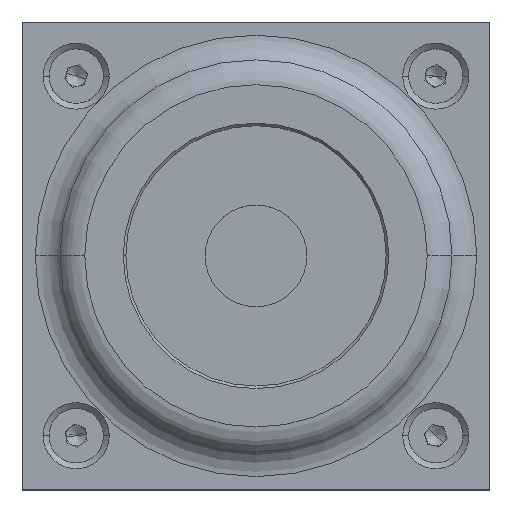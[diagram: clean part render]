
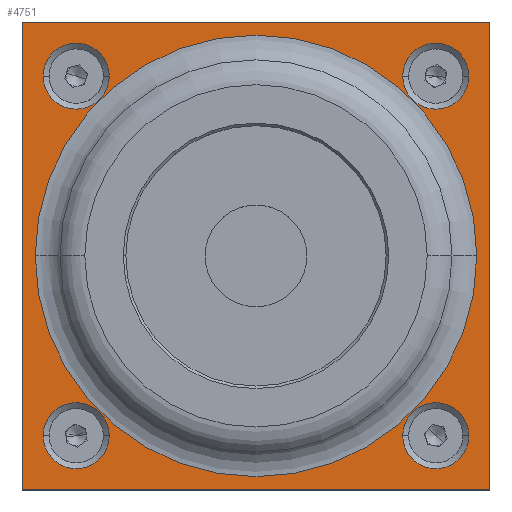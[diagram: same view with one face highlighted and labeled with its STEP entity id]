
A CAD part, top view. The second image highlights one B-rep face of the part: STEP entity #4751.
In plain terms, the highlighted planar face has unit normal (0, 0, 1).
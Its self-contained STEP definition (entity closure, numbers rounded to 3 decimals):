
#10 = LINE ( 'NONE', #406, #6826 ) ;
#45 = EDGE_CURVE ( 'NONE', #7006, #2897, #7240, .T. ) ;
#252 = CARTESIAN_POINT ( 'NONE',  ( -11.484, -17.46, 3.1 ) ) ;
#394 = DIRECTION ( 'NONE',  ( 0., 0., 1. ) ) ;
#406 = CARTESIAN_POINT ( 'NONE',  ( -13.557, 23.218, 3.1 ) ) ;
#502 = DIRECTION ( 'NONE',  ( 0., -1., 0. ) ) ;
#525 = ORIENTED_EDGE ( 'NONE', *, *, #1927, .F. ) ;
#593 = ORIENTED_EDGE ( 'NONE', *, *, #2306, .F. ) ;
#618 = CARTESIAN_POINT ( 'NONE',  ( -8.234, -17.46, 3.1 ) ) ;
#652 = DIRECTION ( 'NONE',  ( 1., 0., 0. ) ) ;
#665 = FACE_BOUND ( 'NONE', #4391, .T. ) ;
#710 = ORIENTED_EDGE ( 'NONE', *, *, #2408, .T. ) ;
#733 = AXIS2_PLACEMENT_3D ( 'NONE', #4666, #1139, #5990 ) ;
#751 = DIRECTION ( 'NONE',  ( 0., 0., 1. ) ) ;
#925 = VECTOR ( 'NONE', #3113, 1000. ) ;
#1080 = DIRECTION ( 'NONE',  ( 1., 0., 0. ) ) ;
#1139 = DIRECTION ( 'NONE',  ( 0., 0., -1. ) ) ;
#1213 = DIRECTION ( 'NONE',  ( 0., 0., 1. ) ) ;
#1284 = CIRCLE ( 'NONE', #4845, 3.25 ) ;
#1298 = CARTESIAN_POINT ( 'NONE',  ( 9.443, 0.218, 3.1 ) ) ;
#1319 = EDGE_CURVE ( 'NONE', #4350, #1801, #6594, .T. ) ;
#1341 = CARTESIAN_POINT ( 'NONE',  ( -13.557, 23.218, 3.1 ) ) ;
#1499 = CARTESIAN_POINT ( 'NONE',  ( 9.443, 0.218, 3.1 ) ) ;
#1538 = ORIENTED_EDGE ( 'NONE', *, *, #7523, .T. ) ;
#1575 = AXIS2_PLACEMENT_3D ( 'NONE', #2146, #394, #2173 ) ;
#1583 = CARTESIAN_POINT ( 'NONE',  ( -4.984, 17.895, 3.1 ) ) ;
#1655 = EDGE_CURVE ( 'NONE', #3015, #7149, #7306, .T. ) ;
#1669 = DIRECTION ( 'NONE',  ( 1., 0., 0. ) ) ;
#1678 = CARTESIAN_POINT ( 'NONE',  ( 32.443, 23.218, 3.1 ) ) ;
#1801 = VERTEX_POINT ( 'NONE', #3432 ) ;
#1839 = CIRCLE ( 'NONE', #6218, 3.25 ) ;
#1851 = CARTESIAN_POINT ( 'NONE',  ( -8.234, 17.895, 3.1 ) ) ;
#1927 = EDGE_CURVE ( 'NONE', #1801, #4236, #2941, .T. ) ;
#1957 = EDGE_CURVE ( 'NONE', #2897, #7006, #1839, .T. ) ;
#1988 = ORIENTED_EDGE ( 'NONE', *, *, #1957, .F. ) ;
#1996 = EDGE_CURVE ( 'NONE', #5028, #4674, #2285, .T. ) ;
#2075 = DIRECTION ( 'NONE',  ( 0., 0., 1. ) ) ;
#2097 = CARTESIAN_POINT ( 'NONE',  ( -11.484, 17.895, 3.1 ) ) ;
#2100 = CIRCLE ( 'NONE', #4738, 3.25 ) ;
#2146 = CARTESIAN_POINT ( 'NONE',  ( 27.121, 17.895, 3.1 ) ) ;
#2167 = DIRECTION ( 'NONE',  ( 1., 0., 0. ) ) ;
#2173 = DIRECTION ( 'NONE',  ( 1., 0., 0. ) ) ;
#2196 = AXIS2_PLACEMENT_3D ( 'NONE', #1851, #2873, #1669 ) ;
#2274 = CIRCLE ( 'NONE', #733, 21.708 ) ;
#2285 = CIRCLE ( 'NONE', #6844, 3.25 ) ;
#2306 = EDGE_CURVE ( 'NONE', #7149, #3015, #1284, .T. ) ;
#2399 = CARTESIAN_POINT ( 'NONE',  ( 27.121, 17.895, 3.1 ) ) ;
#2408 = EDGE_CURVE ( 'NONE', #6377, #4502, #4889, .T. ) ;
#2435 = EDGE_CURVE ( 'NONE', #5176, #6558, #2100, .T. ) ;
#2441 = ORIENTED_EDGE ( 'NONE', *, *, #1655, .F. ) ;
#2693 = VERTEX_POINT ( 'NONE', #3116 ) ;
#2705 = DIRECTION ( 'NONE',  ( 1., 0., 0. ) ) ;
#2732 = CARTESIAN_POINT ( 'NONE',  ( 27.121, -17.46, 3.1 ) ) ;
#2765 = FACE_BOUND ( 'NONE', #3854, .T. ) ;
#2781 = DIRECTION ( 'NONE',  ( 0., 0., 1. ) ) ;
#2873 = DIRECTION ( 'NONE',  ( 0., 0., 1. ) ) ;
#2897 = VERTEX_POINT ( 'NONE', #3823 ) ;
#2905 = CARTESIAN_POINT ( 'NONE',  ( 31.151, 0.218, 3.1 ) ) ;
#2941 = LINE ( 'NONE', #3621, #6030 ) ;
#2950 = DIRECTION ( 'NONE',  ( 0., 0., 1. ) ) ;
#3015 = VERTEX_POINT ( 'NONE', #7050 ) ;
#3113 = DIRECTION ( 'NONE',  ( 0., 1., 0. ) ) ;
#3116 = CARTESIAN_POINT ( 'NONE',  ( -13.557, 23.218, 3.1 ) ) ;
#3292 = CIRCLE ( 'NONE', #1575, 3.25 ) ;
#3432 = CARTESIAN_POINT ( 'NONE',  ( 32.443, -22.782, 3.1 ) ) ;
#3438 = ORIENTED_EDGE ( 'NONE', *, *, #5295, .F. ) ;
#3490 = LINE ( 'NONE', #1341, #925 ) ;
#3621 = CARTESIAN_POINT ( 'NONE',  ( -13.557, -22.782, 3.1 ) ) ;
#3657 = DIRECTION ( 'NONE',  ( 0., 0., 1. ) ) ;
#3745 = CARTESIAN_POINT ( 'NONE',  ( -13.557, -22.782, 3.1 ) ) ;
#3821 = AXIS2_PLACEMENT_3D ( 'NONE', #2732, #2781, #2167 ) ;
#3823 = CARTESIAN_POINT ( 'NONE',  ( -4.984, -17.46, 3.1 ) ) ;
#3854 = EDGE_LOOP ( 'NONE', ( #1988, #7335 ) ) ;
#3962 = ORIENTED_EDGE ( 'NONE', *, *, #5773, .F. ) ;
#4010 = CARTESIAN_POINT ( 'NONE',  ( -12.265, 0.218, 3.1 ) ) ;
#4097 = FACE_OUTER_BOUND ( 'NONE', #4764, .T. ) ;
#4152 = CIRCLE ( 'NONE', #2196, 3.25 ) ;
#4168 = DIRECTION ( 'NONE',  ( -1., 0., 0. ) ) ;
#4236 = VERTEX_POINT ( 'NONE', #3745 ) ;
#4350 = VERTEX_POINT ( 'NONE', #5710 ) ;
#4364 = FACE_BOUND ( 'NONE', #5132, .T. ) ;
#4381 = ORIENTED_EDGE ( 'NONE', *, *, #1319, .F. ) ;
#4391 = EDGE_LOOP ( 'NONE', ( #6995, #7438 ) ) ;
#4502 = VERTEX_POINT ( 'NONE', #4010 ) ;
#4596 = EDGE_LOOP ( 'NONE', ( #593, #2441 ) ) ;
#4666 = CARTESIAN_POINT ( 'NONE',  ( 9.443, 0.218, 3.1 ) ) ;
#4674 = VERTEX_POINT ( 'NONE', #5290 ) ;
#4738 = AXIS2_PLACEMENT_3D ( 'NONE', #7382, #2075, #7430 ) ;
#4744 = DIRECTION ( 'NONE',  ( 1., 0., 0. ) ) ;
#4751 = ADVANCED_FACE ( 'NONE', ( #4364, #7131, #665, #6136, #2765, #4097 ), #7206, .T. ) ;
#4764 = EDGE_LOOP ( 'NONE', ( #525, #4381, #3962, #3438 ) ) ;
#4845 = AXIS2_PLACEMENT_3D ( 'NONE', #6742, #751, #5556 ) ;
#4889 = CIRCLE ( 'NONE', #7616, 21.708 ) ;
#5028 = VERTEX_POINT ( 'NONE', #6053 ) ;
#5132 = EDGE_LOOP ( 'NONE', ( #710, #1538 ) ) ;
#5176 = VERTEX_POINT ( 'NONE', #2097 ) ;
#5210 = VECTOR ( 'NONE', #502, 1000. ) ;
#5216 = CARTESIAN_POINT ( 'NONE',  ( 30.371, -17.46, 3.1 ) ) ;
#5290 = CARTESIAN_POINT ( 'NONE',  ( 23.871, 17.895, 3.1 ) ) ;
#5295 = EDGE_CURVE ( 'NONE', #4236, #2693, #3490, .T. ) ;
#5326 = CARTESIAN_POINT ( 'NONE',  ( -8.234, -17.46, 3.1 ) ) ;
#5356 = DIRECTION ( 'NONE',  ( 1., 0., 0. ) ) ;
#5383 = AXIS2_PLACEMENT_3D ( 'NONE', #1298, #3657, #652 ) ;
#5408 = AXIS2_PLACEMENT_3D ( 'NONE', #5326, #1213, #5356 ) ;
#5446 = ORIENTED_EDGE ( 'NONE', *, *, #7503, .F. ) ;
#5556 = DIRECTION ( 'NONE',  ( 1., 0., 0. ) ) ;
#5579 = ORIENTED_EDGE ( 'NONE', *, *, #2435, .F. ) ;
#5710 = CARTESIAN_POINT ( 'NONE',  ( 32.443, 23.218, 3.1 ) ) ;
#5773 = EDGE_CURVE ( 'NONE', #2693, #4350, #10, .T. ) ;
#5990 = DIRECTION ( 'NONE',  ( 1., 0., 0. ) ) ;
#6006 = DIRECTION ( 'NONE',  ( 0., 0., 1. ) ) ;
#6030 = VECTOR ( 'NONE', #4168, 1000. ) ;
#6053 = CARTESIAN_POINT ( 'NONE',  ( 30.371, 17.895, 3.1 ) ) ;
#6136 = FACE_BOUND ( 'NONE', #4596, .T. ) ;
#6216 = DIRECTION ( 'NONE',  ( 0., 0., -1. ) ) ;
#6218 = AXIS2_PLACEMENT_3D ( 'NONE', #618, #2950, #4744 ) ;
#6377 = VERTEX_POINT ( 'NONE', #2905 ) ;
#6525 = EDGE_CURVE ( 'NONE', #4674, #5028, #3292, .T. ) ;
#6558 = VERTEX_POINT ( 'NONE', #1583 ) ;
#6594 = LINE ( 'NONE', #1678, #5210 ) ;
#6742 = CARTESIAN_POINT ( 'NONE',  ( 27.121, -17.46, 3.1 ) ) ;
#6801 = EDGE_LOOP ( 'NONE', ( #5446, #5579 ) ) ;
#6826 = VECTOR ( 'NONE', #1080, 1000. ) ;
#6844 = AXIS2_PLACEMENT_3D ( 'NONE', #2399, #6006, #7174 ) ;
#6995 = ORIENTED_EDGE ( 'NONE', *, *, #1996, .F. ) ;
#7006 = VERTEX_POINT ( 'NONE', #252 ) ;
#7050 = CARTESIAN_POINT ( 'NONE',  ( 23.871, -17.46, 3.1 ) ) ;
#7131 = FACE_BOUND ( 'NONE', #6801, .T. ) ;
#7149 = VERTEX_POINT ( 'NONE', #5216 ) ;
#7174 = DIRECTION ( 'NONE',  ( 1., 0., 0. ) ) ;
#7206 = PLANE ( 'NONE',  #5383 ) ;
#7240 = CIRCLE ( 'NONE', #5408, 3.25 ) ;
#7306 = CIRCLE ( 'NONE', #3821, 3.25 ) ;
#7335 = ORIENTED_EDGE ( 'NONE', *, *, #45, .F. ) ;
#7382 = CARTESIAN_POINT ( 'NONE',  ( -8.234, 17.895, 3.1 ) ) ;
#7430 = DIRECTION ( 'NONE',  ( 1., 0., 0. ) ) ;
#7438 = ORIENTED_EDGE ( 'NONE', *, *, #6525, .F. ) ;
#7503 = EDGE_CURVE ( 'NONE', #6558, #5176, #4152, .T. ) ;
#7523 = EDGE_CURVE ( 'NONE', #4502, #6377, #2274, .T. ) ;
#7616 = AXIS2_PLACEMENT_3D ( 'NONE', #1499, #6216, #2705 ) ;
